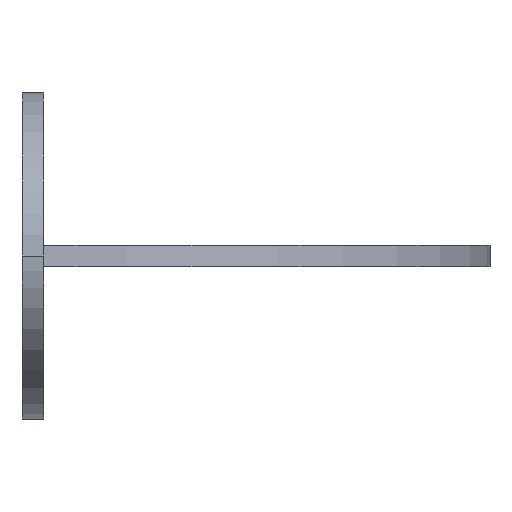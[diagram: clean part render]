
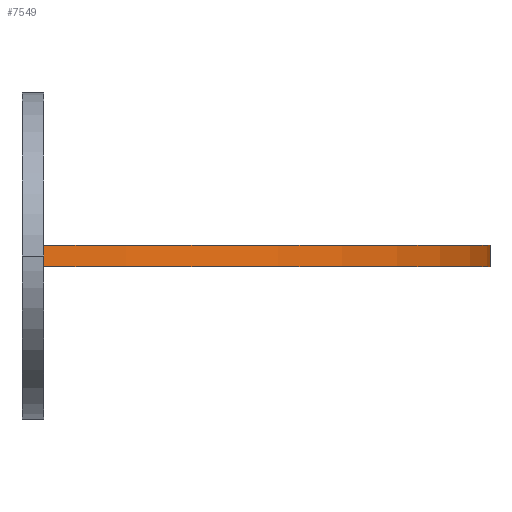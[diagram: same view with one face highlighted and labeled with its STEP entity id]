
A CAD part, front view. The second image highlights one B-rep face of the part: STEP entity #7549.
In plain terms, the highlighted cylindrical face has radius 92 mm (diameter 184 mm), a partial arc.
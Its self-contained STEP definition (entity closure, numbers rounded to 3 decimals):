
#508 = EDGE_CURVE ( 'NONE', #12131, #1824, #10237, .T. ) ;
#982 = EDGE_CURVE ( 'NONE', #8315, #12146, #8724, .T. ) ;
#995 = DIRECTION ( 'NONE',  ( 0., 0., -1. ) ) ;
#1056 = CARTESIAN_POINT ( 'NONE',  ( -9.879, 66.468, -2. ) ) ;
#1111 = ORIENTED_EDGE ( 'NONE', *, *, #982, .T. ) ;
#1431 = CARTESIAN_POINT ( 'NONE',  ( 0., -25., 2. ) ) ;
#1524 = DIRECTION ( 'NONE',  ( 1., 0., 0. ) ) ;
#1824 = VERTEX_POINT ( 'NONE', #5211 ) ;
#2381 = CIRCLE ( 'NONE', #4637, 92. ) ;
#2518 = DIRECTION ( 'NONE',  ( 0., 0., 1. ) ) ;
#3018 = CYLINDRICAL_SURFACE ( 'NONE', #5780, 92. ) ;
#3330 = AXIS2_PLACEMENT_3D ( 'NONE', #5448, #2518, #1524 ) ;
#4009 = EDGE_CURVE ( 'NONE', #8315, #12131, #7476, .T. ) ;
#4204 = ORIENTED_EDGE ( 'NONE', *, *, #9197, .T. ) ;
#4624 = ORIENTED_EDGE ( 'NONE', *, *, #508, .F. ) ;
#4637 = AXIS2_PLACEMENT_3D ( 'NONE', #1056, #11638, #7813 ) ;
#4732 = EDGE_LOOP ( 'NONE', ( #4204, #4624, #10628, #1111 ) ) ;
#5211 = CARTESIAN_POINT ( 'NONE',  ( 82., 71.189, -2. ) ) ;
#5448 = CARTESIAN_POINT ( 'NONE',  ( -9.879, 66.468, 2. ) ) ;
#5490 = DIRECTION ( 'NONE',  ( -1., 0., 0. ) ) ;
#5780 = AXIS2_PLACEMENT_3D ( 'NONE', #10388, #9459, #5490 ) ;
#7110 = CARTESIAN_POINT ( 'NONE',  ( 82., 71.189, 2. ) ) ;
#7476 = CIRCLE ( 'NONE', #3330, 92. ) ;
#7549 = ADVANCED_FACE ( 'NONE', ( #7859 ), #3018, .T. ) ;
#7665 = CARTESIAN_POINT ( 'NONE',  ( 82., 71.189, 2. ) ) ;
#7813 = DIRECTION ( 'NONE',  ( 1., 0., 0. ) ) ;
#7859 = FACE_OUTER_BOUND ( 'NONE', #4732, .T. ) ;
#7951 = VECTOR ( 'NONE', #11558, 1000. ) ;
#8212 = CARTESIAN_POINT ( 'NONE',  ( 0., -25., -2. ) ) ;
#8315 = VERTEX_POINT ( 'NONE', #1431 ) ;
#8724 = LINE ( 'NONE', #10444, #7951 ) ;
#9197 = EDGE_CURVE ( 'NONE', #12146, #1824, #2381, .T. ) ;
#9459 = DIRECTION ( 'NONE',  ( 0., 0., -1. ) ) ;
#10237 = LINE ( 'NONE', #7665, #12217 ) ;
#10388 = CARTESIAN_POINT ( 'NONE',  ( -9.879, 66.468, 2. ) ) ;
#10444 = CARTESIAN_POINT ( 'NONE',  ( 0., -25., 2. ) ) ;
#10628 = ORIENTED_EDGE ( 'NONE', *, *, #4009, .F. ) ;
#11558 = DIRECTION ( 'NONE',  ( 0., 0., -1. ) ) ;
#11638 = DIRECTION ( 'NONE',  ( 0., 0., 1. ) ) ;
#12131 = VERTEX_POINT ( 'NONE', #7110 ) ;
#12146 = VERTEX_POINT ( 'NONE', #8212 ) ;
#12217 = VECTOR ( 'NONE', #995, 1000. ) ;
